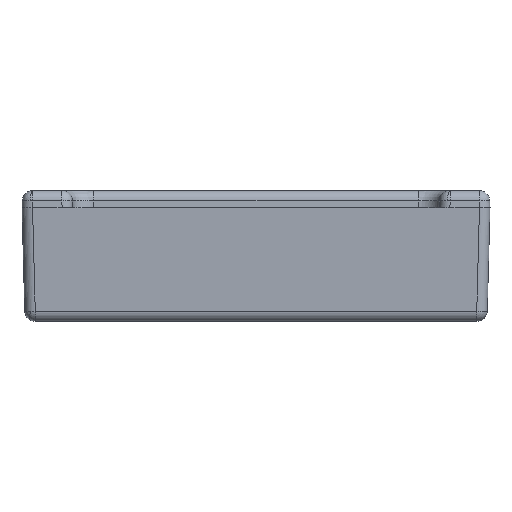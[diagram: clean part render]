
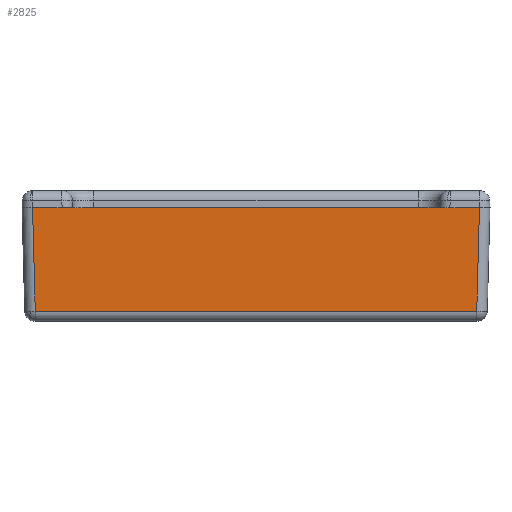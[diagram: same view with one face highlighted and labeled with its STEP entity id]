
A CAD part, front view. The second image highlights one B-rep face of the part: STEP entity #2825.
In plain terms, the highlighted planar face has unit normal (0, -1, -0.026).
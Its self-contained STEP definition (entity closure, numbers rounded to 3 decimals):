
#164 = EDGE_LOOP ( 'NONE', ( #6765, #396, #7177, #604 ) ) ;
#316 = CARTESIAN_POINT ( 'NONE',  ( -8453.383, -2563.636, -11.763 ) ) ;
#396 = ORIENTED_EDGE ( 'NONE', *, *, #2136, .F. ) ;
#442 = VERTEX_POINT ( 'NONE', #2755 ) ;
#527 = VERTEX_POINT ( 'NONE', #6829 ) ;
#604 = ORIENTED_EDGE ( 'NONE', *, *, #4836, .T. ) ;
#675 = VECTOR ( 'NONE', #5560, 1000. ) ;
#706 = VERTEX_POINT ( 'NONE', #6232 ) ;
#1266 = DIRECTION ( 'NONE',  ( 0., 0.026, -1. ) ) ;
#1316 = DIRECTION ( 'NONE',  ( 0., -1., -0.026 ) ) ;
#1361 = CARTESIAN_POINT ( 'NONE',  ( -8344.882, -2563.636, -11.763 ) ) ;
#1434 = DIRECTION ( 'NONE',  ( 1., 0., 0. ) ) ;
#1686 = FACE_OUTER_BOUND ( 'NONE', #164, .T. ) ;
#1885 = PLANE ( 'NONE',  #1936 ) ;
#1931 = EDGE_CURVE ( 'NONE', #527, #442, #4899, .T. ) ;
#1936 = AXIS2_PLACEMENT_3D ( 'NONE', #1361, #1316, #1266 ) ;
#2136 = EDGE_CURVE ( 'NONE', #706, #442, #5370, .T. ) ;
#2591 = DIRECTION ( 'NONE',  ( 1., 0., 0. ) ) ;
#2669 = CARTESIAN_POINT ( 'NONE',  ( -8344.882, -2562.993, -36.328 ) ) ;
#2755 = CARTESIAN_POINT ( 'NONE',  ( -8348.024, -2562.993, -36.328 ) ) ;
#2825 = ADVANCED_FACE ( 'NONE', ( #1686 ), #1885, .T. ) ;
#4468 = VECTOR ( 'NONE', #7570, 1000. ) ;
#4510 = VERTEX_POINT ( 'NONE', #316 ) ;
#4836 = EDGE_CURVE ( 'NONE', #4510, #527, #6221, .T. ) ;
#4899 = LINE ( 'NONE', #2669, #6100 ) ;
#5052 = CARTESIAN_POINT ( 'NONE',  ( -8347.417, -2563.599, -13.149 ) ) ;
#5370 = LINE ( 'NONE', #5052, #675 ) ;
#5544 = CARTESIAN_POINT ( 'NONE',  ( -8400.382, -2563.636, -11.763 ) ) ;
#5560 = DIRECTION ( 'NONE',  ( -0.026, 0.026, -0.999 ) ) ;
#5981 = LINE ( 'NONE', #5544, #7568 ) ;
#6100 = VECTOR ( 'NONE', #2591, 1000. ) ;
#6221 = LINE ( 'NONE', #6975, #4468 ) ;
#6232 = CARTESIAN_POINT ( 'NONE',  ( -8347.381, -2563.636, -11.763 ) ) ;
#6611 = EDGE_CURVE ( 'NONE', #4510, #706, #5981, .T. ) ;
#6765 = ORIENTED_EDGE ( 'NONE', *, *, #1931, .T. ) ;
#6829 = CARTESIAN_POINT ( 'NONE',  ( -8452.74, -2562.993, -36.328 ) ) ;
#6975 = CARTESIAN_POINT ( 'NONE',  ( -8453.383, -2563.636, -11.763 ) ) ;
#7177 = ORIENTED_EDGE ( 'NONE', *, *, #6611, .F. ) ;
#7568 = VECTOR ( 'NONE', #1434, 1000. ) ;
#7570 = DIRECTION ( 'NONE',  ( 0.026, 0.026, -0.999 ) ) ;
